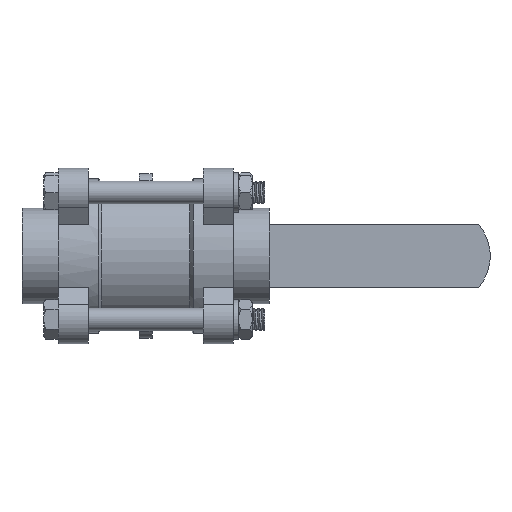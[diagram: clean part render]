
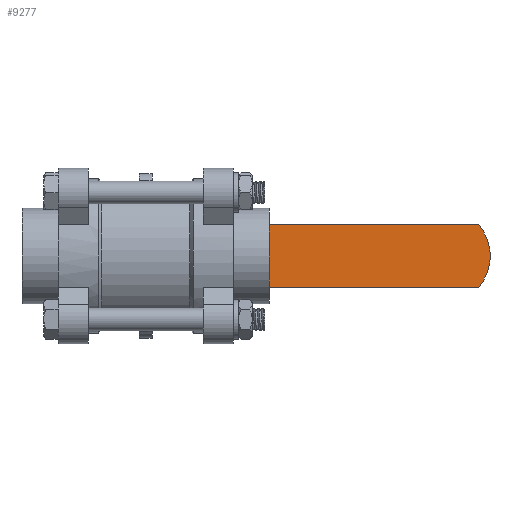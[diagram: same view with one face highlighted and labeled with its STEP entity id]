
A CAD part, front view. The second image highlights one B-rep face of the part: STEP entity #9277.
In plain terms, the highlighted planar face has unit normal (0, -1, 0).
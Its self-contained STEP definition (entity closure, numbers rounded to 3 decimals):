
#258=PLANE('',#9914);
#635=LINE('',#14148,#1138);
#652=LINE('',#14189,#1155);
#653=LINE('',#14193,#1156);
#1138=VECTOR('',#11059,1000.);
#1155=VECTOR('',#11096,1000.);
#1156=VECTOR('',#11101,1000.);
#2704=ORIENTED_EDGE('',*,*,#5478,.T.);
#2705=ORIENTED_EDGE('',*,*,#5423,.F.);
#2706=ORIENTED_EDGE('',*,*,#5502,.F.);
#2707=ORIENTED_EDGE('',*,*,#5500,.F.);
#5423=EDGE_CURVE('',#6850,#6851,#7648,.T.);
#5478=EDGE_CURVE('',#6894,#6851,#635,.T.);
#5500=EDGE_CURVE('',#6894,#6908,#652,.T.);
#5502=EDGE_CURVE('',#6908,#6850,#653,.T.);
#6850=VERTEX_POINT('',#13978);
#6851=VERTEX_POINT('',#13980);
#6894=VERTEX_POINT('',#14149);
#6908=VERTEX_POINT('',#14190);
#7648=CIRCLE('',#9882,17.);
#7991=EDGE_LOOP('',(#2704,#2705,#2706,#2707));
#8597=FACE_BOUND('',#7991,.T.);
#9277=ADVANCED_FACE('',(#8597),#258,.T.);
#9882=AXIS2_PLACEMENT_3D('',#13979,#10982,#10983);
#9914=AXIS2_PLACEMENT_3D('',#14192,#11099,#11100);
#10982=DIRECTION('',(0.,1.,0.));
#10983=DIRECTION('',(1.,0.,0.));
#11059=DIRECTION('',(1.,0.,0.));
#11096=DIRECTION('',(0.,0.,1.));
#11099=DIRECTION('',(0.,-1.,0.));
#11100=DIRECTION('',(1.,0.,0.));
#11101=DIRECTION('',(1.,0.,0.));
#13978=CARTESIAN_POINT('',(115.961,118.998,11.));
#13979=CARTESIAN_POINT('',(103.,118.998,0.));
#13980=CARTESIAN_POINT('',(115.961,118.998,-11.));
#14148=CARTESIAN_POINT('',(39.201,118.998,-11.));
#14149=CARTESIAN_POINT('',(39.201,118.998,-11.));
#14189=CARTESIAN_POINT('',(39.201,118.998,-11.));
#14190=CARTESIAN_POINT('',(39.201,118.998,11.));
#14192=CARTESIAN_POINT('',(39.201,118.998,-11.));
#14193=CARTESIAN_POINT('',(39.201,118.998,11.));
